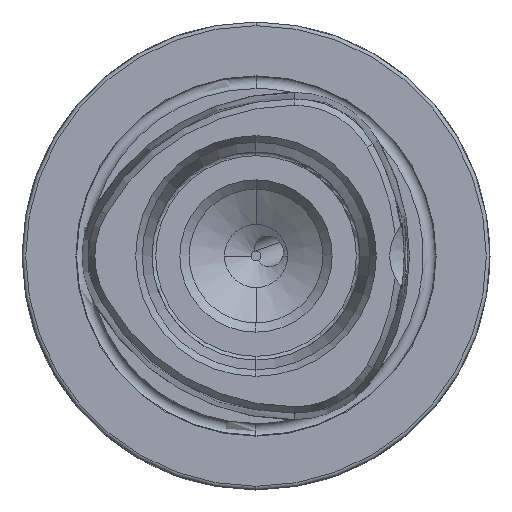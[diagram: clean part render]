
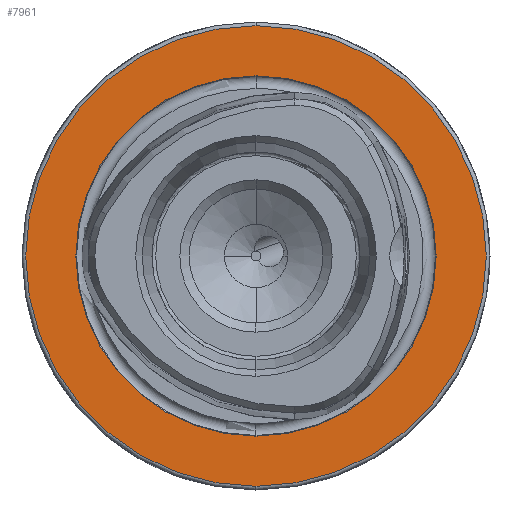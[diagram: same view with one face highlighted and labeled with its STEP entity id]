
A CAD part, left-side view. The second image highlights one B-rep face of the part: STEP entity #7961.
In plain terms, the highlighted planar face has unit normal (-1, 0, 0).
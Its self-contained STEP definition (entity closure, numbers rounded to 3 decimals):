
#729 = FACE_OUTER_BOUND ( 'NONE', #9412, .T. ) ;
#742 = FACE_BOUND ( 'NONE', #9413, .T. ) ;
#1104 = CARTESIAN_POINT ( 'NONE',  ( 0., 24.25, 0. ) ) ;
#1107 = PLANE ( 'NONE',  #12250 ) ;
#1109 = DIRECTION ( 'NONE',  ( 1., 0., 0. ) ) ;
#1110 = DIRECTION ( 'NONE',  ( 0., 0., -1. ) ) ;
#2827 = CARTESIAN_POINT ( 'NONE',  ( 0., 0., -24.25 ) ) ;
#2828 = CARTESIAN_POINT ( 'NONE',  ( 0., 0., 24.25 ) ) ;
#2830 = CARTESIAN_POINT ( 'NONE',  ( 0., 0., 31. ) ) ;
#2831 = CARTESIAN_POINT ( 'NONE',  ( 0., 0., -31. ) ) ;
#6935 = EDGE_CURVE ( 'NONE', #9520, #9519, #11543, .T. ) ;
#6936 = EDGE_CURVE ( 'NONE', #9517, #9516, #11544, .T. ) ;
#7170 = ORIENTED_EDGE ( 'NONE', *, *, #6936, .F. ) ;
#7171 = ORIENTED_EDGE ( 'NONE', *, *, #7694, .F. ) ;
#7172 = ORIENTED_EDGE ( 'NONE', *, *, #7698, .T. ) ;
#7173 = ORIENTED_EDGE ( 'NONE', *, *, #6935, .T. ) ;
#7694 = EDGE_CURVE ( 'NONE', #9516, #9517, #14693, .T. ) ;
#7698 = EDGE_CURVE ( 'NONE', #9519, #9520, #14700, .T. ) ;
#7961 = ADVANCED_FACE ( 'NONE', ( #742, #729 ), #1107, .F. ) ;
#9412 = EDGE_LOOP ( 'NONE', ( #7172, #7173 ) ) ;
#9413 = EDGE_LOOP ( 'NONE', ( #7170, #7171 ) ) ;
#9516 = VERTEX_POINT ( 'NONE', #2827 ) ;
#9517 = VERTEX_POINT ( 'NONE', #2828 ) ;
#9519 = VERTEX_POINT ( 'NONE', #2830 ) ;
#9520 = VERTEX_POINT ( 'NONE', #2831 ) ;
#10317 = AXIS2_PLACEMENT_3D ( 'NONE', #11798, #11799, #11800 ) ;
#10318 = AXIS2_PLACEMENT_3D ( 'NONE', #11802, #11803, #11804 ) ;
#11543 = CIRCLE ( 'NONE', #10317, 31. ) ;
#11544 = CIRCLE ( 'NONE', #10318, 24.25 ) ;
#11798 = CARTESIAN_POINT ( 'NONE',  ( 0., 0., 0. ) ) ;
#11799 = DIRECTION ( 'NONE',  ( -1., 0., 0. ) ) ;
#11800 = DIRECTION ( 'NONE',  ( 0., 0., 1. ) ) ;
#11802 = CARTESIAN_POINT ( 'NONE',  ( 0., 0., 0. ) ) ;
#11803 = DIRECTION ( 'NONE',  ( -1., 0., 0. ) ) ;
#11804 = DIRECTION ( 'NONE',  ( 0., 0., 1. ) ) ;
#12068 = AXIS2_PLACEMENT_3D ( 'NONE', #15081, #15082, #15083 ) ;
#12071 = AXIS2_PLACEMENT_3D ( 'NONE', #15090, #15091, #15092 ) ;
#12250 = AXIS2_PLACEMENT_3D ( 'NONE', #1104, #1109, #1110 ) ;
#14693 = CIRCLE ( 'NONE', #12068, 24.25 ) ;
#14700 = CIRCLE ( 'NONE', #12071, 31. ) ;
#15081 = CARTESIAN_POINT ( 'NONE',  ( 0., 0., 0. ) ) ;
#15082 = DIRECTION ( 'NONE',  ( -1., 0., 0. ) ) ;
#15083 = DIRECTION ( 'NONE',  ( 0., 0., 1. ) ) ;
#15090 = CARTESIAN_POINT ( 'NONE',  ( 0., 0., 0. ) ) ;
#15091 = DIRECTION ( 'NONE',  ( -1., 0., 0. ) ) ;
#15092 = DIRECTION ( 'NONE',  ( 0., 0., 1. ) ) ;
